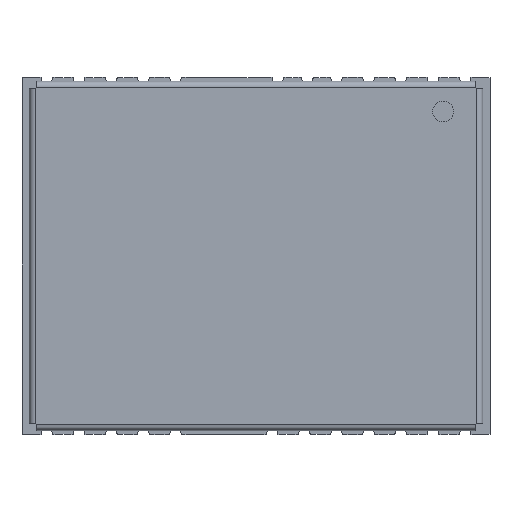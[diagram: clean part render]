
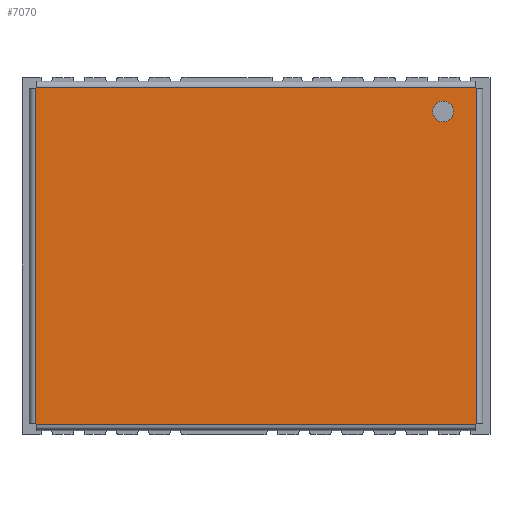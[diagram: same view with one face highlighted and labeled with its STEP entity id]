
A CAD part, top view. The second image highlights one B-rep face of the part: STEP entity #7070.
In plain terms, the highlighted planar face has unit normal (0, 0, 1).
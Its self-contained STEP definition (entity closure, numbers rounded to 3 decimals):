
#157=CIRCLE('',#7452,0.356);
#1615=ORIENTED_EDGE('',*,*,#2391,.T.);
#1616=ORIENTED_EDGE('',*,*,#2363,.T.);
#1617=ORIENTED_EDGE('',*,*,#2392,.T.);
#1618=ORIENTED_EDGE('',*,*,#2366,.T.);
#1619=ORIENTED_EDGE('',*,*,#2371,.T.);
#1620=ORIENTED_EDGE('',*,*,#2393,.T.);
#1621=ORIENTED_EDGE('',*,*,#2378,.T.);
#1622=ORIENTED_EDGE('',*,*,#2383,.T.);
#1623=ORIENTED_EDGE('',*,*,#2394,.T.);
#1624=ORIENTED_EDGE('',*,*,#2386,.T.);
#1625=ORIENTED_EDGE('',*,*,#2390,.T.);
#1626=ORIENTED_EDGE('',*,*,#2395,.T.);
#1627=ORIENTED_EDGE('',*,*,#2358,.T.);
#2358=EDGE_CURVE('',#2857,#2858,#3488,.T.);
#2363=EDGE_CURVE('',#2858,#2860,#3491,.T.);
#2366=EDGE_CURVE('',#2862,#2863,#3494,.T.);
#2371=EDGE_CURVE('',#2863,#2865,#3497,.T.);
#2378=EDGE_CURVE('',#2869,#2870,#3502,.T.);
#2383=EDGE_CURVE('',#2870,#2872,#3505,.T.);
#2386=EDGE_CURVE('',#2874,#2875,#3508,.T.);
#2390=EDGE_CURVE('',#2875,#2876,#3510,.T.);
#2391=EDGE_CURVE('',#2877,#2877,#157,.T.);
#2392=EDGE_CURVE('',#2860,#2862,#3511,.T.);
#2393=EDGE_CURVE('',#2865,#2869,#3512,.T.);
#2394=EDGE_CURVE('',#2872,#2874,#3513,.T.);
#2395=EDGE_CURVE('',#2876,#2857,#3514,.T.);
#2857=VERTEX_POINT('',#10272);
#2858=VERTEX_POINT('',#10273);
#2860=VERTEX_POINT('',#10280);
#2862=VERTEX_POINT('',#10288);
#2863=VERTEX_POINT('',#10289);
#2865=VERTEX_POINT('',#10296);
#2869=VERTEX_POINT('',#10312);
#2870=VERTEX_POINT('',#10313);
#2872=VERTEX_POINT('',#10320);
#2874=VERTEX_POINT('',#10328);
#2875=VERTEX_POINT('',#10329);
#2876=VERTEX_POINT('',#10334);
#2877=VERTEX_POINT('',#10338);
#3488=LINE('',#10271,#4124);
#3491=LINE('',#10281,#4127);
#3494=LINE('',#10287,#4130);
#3497=LINE('',#10297,#4133);
#3502=LINE('',#10311,#4138);
#3505=LINE('',#10321,#4141);
#3508=LINE('',#10327,#4144);
#3510=LINE('',#10335,#4146);
#3511=LINE('',#10339,#4147);
#3512=LINE('',#10340,#4148);
#3513=LINE('',#10341,#4149);
#3514=LINE('',#10342,#4150);
#4124=VECTOR('',#8765,1000.);
#4127=VECTOR('',#8774,1000.);
#4130=VECTOR('',#8781,1000.);
#4133=VECTOR('',#8790,1000.);
#4138=VECTOR('',#8807,1000.);
#4141=VECTOR('',#8816,1000.);
#4144=VECTOR('',#8823,1000.);
#4146=VECTOR('',#8831,1000.);
#4147=VECTOR('',#8836,1000.);
#4148=VECTOR('',#8837,1000.);
#4149=VECTOR('',#8838,1000.);
#4150=VECTOR('',#8839,1000.);
#4412=EDGE_LOOP('',(#1615));
#4413=EDGE_LOOP('',(#1616,#1617,#1618,#1619,#1620,#1621,#1622,#1623,#1624,
#1625,#1626,#1627));
#4682=FACE_BOUND('',#4412,.T.);
#4683=FACE_BOUND('',#4413,.T.);
#4928=PLANE('',#7451);
#7070=ADVANCED_FACE('',(#4682,#4683),#4928,.T.);
#7451=AXIS2_PLACEMENT_3D('',#10336,#8832,#8833);
#7452=AXIS2_PLACEMENT_3D('',#10337,#8834,#8835);
#8765=DIRECTION('',(0.795,-0.607,0.));
#8774=DIRECTION('',(0.,-1.,0.));
#8781=DIRECTION('',(0.,1.,0.));
#8790=DIRECTION('',(0.795,0.607,0.));
#8807=DIRECTION('',(-0.795,0.607,0.));
#8816=DIRECTION('',(0.,1.,0.));
#8823=DIRECTION('',(0.,-1.,0.));
#8831=DIRECTION('',(-0.795,-0.607,0.));
#8832=DIRECTION('',(0.,0.,1.));
#8833=DIRECTION('',(1.,0.,0.));
#8834=DIRECTION('',(0.,0.,-1.));
#8835=DIRECTION('',(1.,0.,0.));
#8836=DIRECTION('',(1.,0.,0.));
#8837=DIRECTION('',(0.,1.,0.));
#8838=DIRECTION('',(-1.,0.,0.));
#8839=DIRECTION('',(0.,-1.,0.));
#10271=CARTESIAN_POINT('',(-7.513,-5.75,1.6));
#10272=CARTESIAN_POINT('',(-7.536,-5.732,1.6));
#10273=CARTESIAN_POINT('',(-7.513,-5.75,1.6));
#10280=CARTESIAN_POINT('',(-7.513,-5.761,1.6));
#10281=CARTESIAN_POINT('',(-7.513,-5.975,1.6));
#10287=CARTESIAN_POINT('',(7.513,-5.975,1.6));
#10288=CARTESIAN_POINT('',(7.513,-5.761,1.6));
#10289=CARTESIAN_POINT('',(7.513,-5.75,1.6));
#10296=CARTESIAN_POINT('',(7.536,-5.732,1.6));
#10297=CARTESIAN_POINT('',(7.513,-5.75,1.6));
#10311=CARTESIAN_POINT('',(7.513,5.75,1.6));
#10312=CARTESIAN_POINT('',(7.536,5.732,1.6));
#10313=CARTESIAN_POINT('',(7.513,5.75,1.6));
#10320=CARTESIAN_POINT('',(7.513,5.761,1.6));
#10321=CARTESIAN_POINT('',(7.513,5.975,1.6));
#10327=CARTESIAN_POINT('',(-7.513,5.975,1.6));
#10328=CARTESIAN_POINT('',(-7.513,5.761,1.6));
#10329=CARTESIAN_POINT('',(-7.513,5.75,1.6));
#10334=CARTESIAN_POINT('',(-7.536,5.732,1.6));
#10335=CARTESIAN_POINT('',(-7.513,5.75,1.6));
#10336=CARTESIAN_POINT('',(0.,0.,1.6));
#10337=CARTESIAN_POINT('',(6.394,4.936,1.6));
#10338=CARTESIAN_POINT('',(6.75,4.936,1.6));
#10339=CARTESIAN_POINT('',(7.513,-5.761,1.6));
#10340=CARTESIAN_POINT('',(7.536,5.729,1.6));
#10341=CARTESIAN_POINT('',(-7.513,5.761,1.6));
#10342=CARTESIAN_POINT('',(-7.536,-5.729,1.6));
